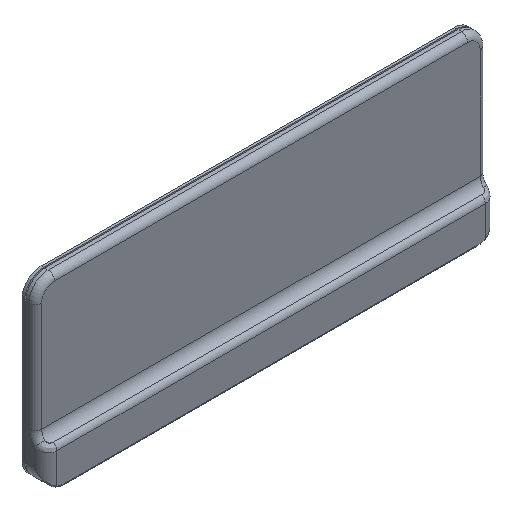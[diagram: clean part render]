
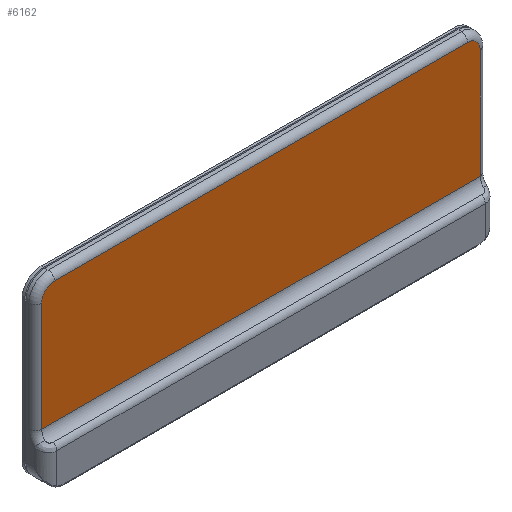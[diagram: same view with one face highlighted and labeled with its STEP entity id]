
A CAD part, isometric view. The second image highlights one B-rep face of the part: STEP entity #6162.
In plain terms, the highlighted planar face has unit normal (0, -1, 0).
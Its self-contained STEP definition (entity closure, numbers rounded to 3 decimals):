
#5370=PLANE('',#20415);
#6162=ADVANCED_FACE('',(#7072),#5370,.T.);
#7072=FACE_OUTER_BOUND('',#7919,.T.);
#7919=EDGE_LOOP('',(#12516,#12517,#12518,#12519,#12520,#12521));
#8882=LINE('',#25487,#10673);
#8883=LINE('',#25490,#10674);
#8884=LINE('',#25494,#10675);
#8885=LINE('',#25498,#10676);
#10673=VECTOR('',#21474,1.);
#10674=VECTOR('',#21475,1.);
#10675=VECTOR('',#21478,1.);
#10676=VECTOR('',#21481,1.);
#12516=ORIENTED_EDGE('',*,*,#17527,.T.);
#12517=ORIENTED_EDGE('',*,*,#17528,.T.);
#12518=ORIENTED_EDGE('',*,*,#17529,.T.);
#12519=ORIENTED_EDGE('',*,*,#17530,.T.);
#12520=ORIENTED_EDGE('',*,*,#17531,.T.);
#12521=ORIENTED_EDGE('',*,*,#17532,.T.);
#16348=VERTEX_POINT('',#25488);
#16349=VERTEX_POINT('',#25489);
#16350=VERTEX_POINT('',#25491);
#16351=VERTEX_POINT('',#25493);
#16352=VERTEX_POINT('',#25495);
#16353=VERTEX_POINT('',#25497);
#17527=EDGE_CURVE('',#16348,#16349,#8882,.T.);
#17528=EDGE_CURVE('',#16349,#16350,#8883,.T.);
#17529=EDGE_CURVE('',#16350,#16351,#19406,.T.);
#17530=EDGE_CURVE('',#16351,#16352,#8884,.T.);
#17531=EDGE_CURVE('',#16352,#16353,#19407,.T.);
#17532=EDGE_CURVE('',#16353,#16348,#8885,.T.);
#19406=CIRCLE('',#20413,10.);
#19407=CIRCLE('',#20414,10.);
#20413=AXIS2_PLACEMENT_3D('',#25492,#21476,#21477);
#20414=AXIS2_PLACEMENT_3D('',#25496,#21479,#21480);
#20415=AXIS2_PLACEMENT_3D('',#25499,#21482,#21483);
#21474=DIRECTION('',(1.,0.,0.));
#21475=DIRECTION('',(0.,0.,1.));
#21476=DIRECTION('',(0.,-1.,0.));
#21477=DIRECTION('',(0.,0.,-1.));
#21478=DIRECTION('',(-1.,0.,0.));
#21479=DIRECTION('',(0.,-1.,0.));
#21480=DIRECTION('',(0.,0.,-1.));
#21481=DIRECTION('',(0.,0.,-1.));
#21482=DIRECTION('',(0.,-1.,0.));
#21483=DIRECTION('',(0.,0.,1.));
#25487=CARTESIAN_POINT('',(175.,-2.,-31.056));
#25488=CARTESIAN_POINT('',(-172.5,-2.,-31.056));
#25489=CARTESIAN_POINT('',(172.5,-2.,-31.056));
#25490=CARTESIAN_POINT('',(172.5,-2.,56.292));
#25491=CARTESIAN_POINT('',(172.5,-2.,55.));
#25492=CARTESIAN_POINT('',(162.5,-2.,55.));
#25493=CARTESIAN_POINT('',(162.5,-2.,65.));
#25494=CARTESIAN_POINT('',(-160.,-2.,65.));
#25495=CARTESIAN_POINT('',(-162.5,-2.,65.));
#25496=CARTESIAN_POINT('',(-162.5,-2.,55.));
#25497=CARTESIAN_POINT('',(-172.5,-2.,55.));
#25498=CARTESIAN_POINT('',(-172.5,-2.,-31.056));
#25499=CARTESIAN_POINT('',(-160.,-2.,55.));
